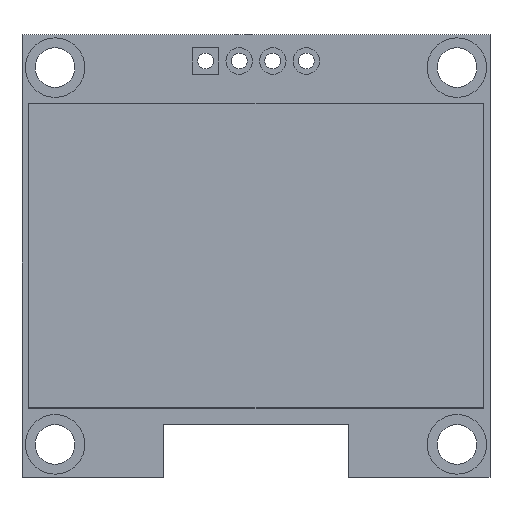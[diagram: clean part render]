
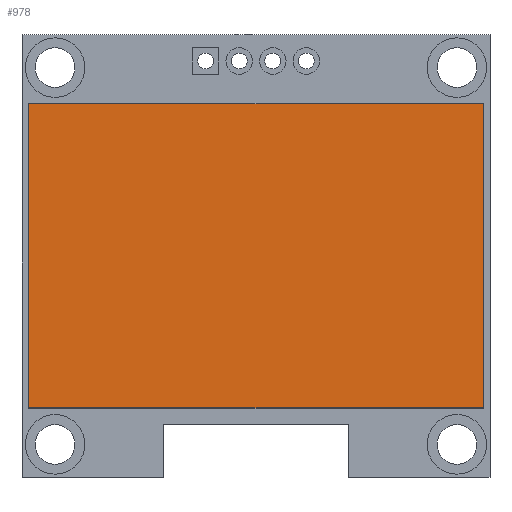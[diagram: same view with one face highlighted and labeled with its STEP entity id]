
A CAD part, top view. The second image highlights one B-rep face of the part: STEP entity #978.
In plain terms, the highlighted planar face has unit normal (0, 0, 1).
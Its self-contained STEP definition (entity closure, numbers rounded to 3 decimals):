
#83=PLANE('',#1077);
#130=FACE_OUTER_BOUND('',#208,.T.);
#208=EDGE_LOOP('',(#809,#810,#811,#812));
#306=LINE('',#1564,#388);
#309=LINE('',#1570,#391);
#312=LINE('',#1576,#394);
#315=LINE('',#1580,#397);
#388=VECTOR('',#1263,10.);
#391=VECTOR('',#1268,10.);
#394=VECTOR('',#1273,10.);
#397=VECTOR('',#1278,10.);
#509=VERTEX_POINT('',#1561);
#510=VERTEX_POINT('',#1563);
#512=VERTEX_POINT('',#1569);
#514=VERTEX_POINT('',#1575);
#612=EDGE_CURVE('',#510,#509,#306,.T.);
#615=EDGE_CURVE('',#512,#510,#309,.T.);
#618=EDGE_CURVE('',#514,#512,#312,.T.);
#621=EDGE_CURVE('',#509,#514,#315,.T.);
#809=ORIENTED_EDGE('',*,*,#621,.T.);
#810=ORIENTED_EDGE('',*,*,#618,.T.);
#811=ORIENTED_EDGE('',*,*,#615,.T.);
#812=ORIENTED_EDGE('',*,*,#612,.T.);
#978=ADVANCED_FACE('',(#130),#83,.T.);
#1077=AXIS2_PLACEMENT_3D('',#1581,#1279,#1280);
#1263=DIRECTION('',(0.,1.,0.));
#1268=DIRECTION('',(1.,0.,0.));
#1273=DIRECTION('',(0.,-1.,0.));
#1278=DIRECTION('',(-1.,0.,0.));
#1279=DIRECTION('center_axis',(0.,0.,1.));
#1280=DIRECTION('ref_axis',(1.,0.,0.));
#1561=CARTESIAN_POINT('',(17.2,11.5,2.7));
#1563=CARTESIAN_POINT('',(17.2,-11.5,2.7));
#1564=CARTESIAN_POINT('',(17.2,11.5,2.7));
#1569=CARTESIAN_POINT('',(-17.2,-11.5,2.7));
#1570=CARTESIAN_POINT('',(17.2,-11.5,2.7));
#1575=CARTESIAN_POINT('',(-17.2,11.5,2.7));
#1576=CARTESIAN_POINT('',(-17.2,-11.5,2.7));
#1580=CARTESIAN_POINT('',(-17.2,11.5,2.7));
#1581=CARTESIAN_POINT('Origin',(0.,0.,2.7));
